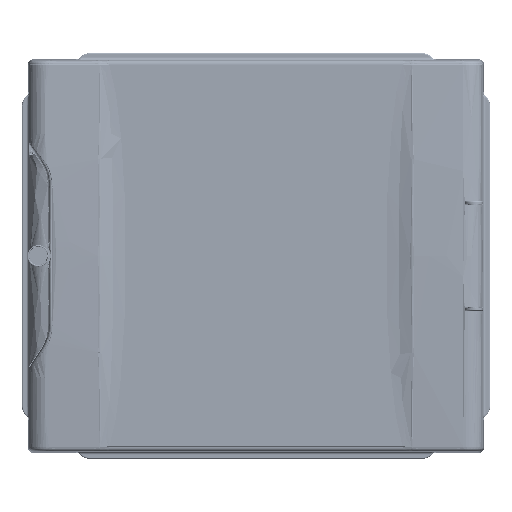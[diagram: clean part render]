
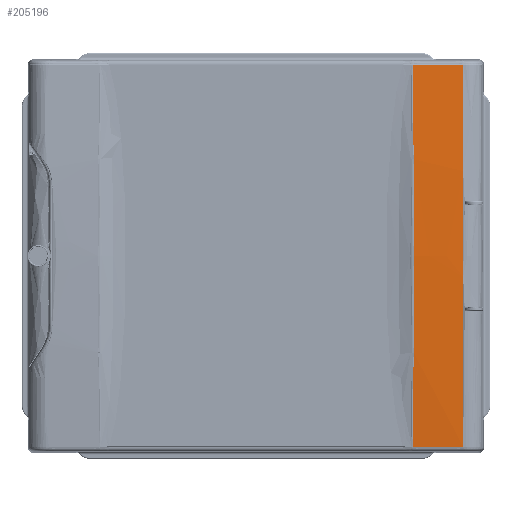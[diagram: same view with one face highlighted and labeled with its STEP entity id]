
A CAD part, top view. The second image highlights one B-rep face of the part: STEP entity #205196.
In plain terms, the highlighted free-form (B-spline) face has degree [3, 3] with [4, 7] control points.
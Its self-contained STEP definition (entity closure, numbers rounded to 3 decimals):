
#8865 = ORIENTED_EDGE ( 'NONE', *, *, #90256, .T. ) ;
#9864 = CARTESIAN_POINT ( 'NONE',  ( 149.883, -138.06, 126.967 ) ) ;
#12776 = CARTESIAN_POINT ( 'NONE',  ( 137.64, 0., 131.132 ) ) ;
#15018 = CARTESIAN_POINT ( 'NONE',  ( 114.166, 46.05, 130.822 ) ) ;
#27005 = CARTESIAN_POINT ( 'NONE',  ( 113.496, -132.314, 127.366 ) ) ;
#38282 = CARTESIAN_POINT ( 'NONE',  ( 137.713, -138.06, 126.989 ) ) ;
#39463 = CARTESIAN_POINT ( 'NONE',  ( 149.883, 46.04, 131.11 ) ) ;
#44271 = VERTEX_POINT ( 'NONE', #391360 ) ;
#45454 = CARTESIAN_POINT ( 'NONE',  ( 113.937, 92.069, 129.355 ) ) ;
#66684 = CARTESIAN_POINT ( 'NONE',  ( 125.544, -138.06, 127.009 ) ) ;
#73074 = EDGE_CURVE ( 'NONE', #129290, #334028, #277513, .T. ) ;
#75561 = CARTESIAN_POINT ( 'NONE',  ( 149.883, 0., 131.11 ) ) ;
#75836 = CARTESIAN_POINT ( 'NONE',  ( 113.496, 132.314, 127.366 ) ) ;
#77851 = CARTESIAN_POINT ( 'NONE',  ( 114.006, -80.565, 129.786 ) ) ;
#79851 = CARTESIAN_POINT ( 'NONE',  ( 113.734, -115.072, 128.298 ) ) ;
#89781 = CARTESIAN_POINT ( 'NONE',  ( 113.627, -123.694, 127.845 ) ) ;
#90256 = EDGE_CURVE ( 'NONE', #360012, #44271, #272938, .T. ) ;
#101946 = CARTESIAN_POINT ( 'NONE',  ( 113.155, 0., 131.169 ) ) ;
#129290 = VERTEX_POINT ( 'NONE', #267794 ) ;
#129537 = CARTESIAN_POINT ( 'NONE',  ( 137.713, 138.06, 126.989 ) ) ;
#135588 = EDGE_LOOP ( 'NONE', ( #8865, #349568, #340497, #383627 ) ) ;
#138297 = CARTESIAN_POINT ( 'NONE',  ( 149.883, -46.593, 131.11 ) ) ;
#140312 = CARTESIAN_POINT ( 'NONE',  ( 137.64, -46.593, 131.132 ) ) ;
#140587 = CARTESIAN_POINT ( 'NONE',  ( 113.79, -109.322, 128.579 ) ) ;
#155856 = CARTESIAN_POINT ( 'NONE',  ( 149.883, 138.06, 126.967 ) ) ;
#162951 = CARTESIAN_POINT ( 'NONE',  ( 149.883, 92.102, 129.727 ) ) ;
#166882 = EDGE_CURVE ( 'NONE', #44271, #129290, #173496, .T. ) ;
#168892 = CARTESIAN_POINT ( 'NONE',  ( 114.006, 80.566, 129.786 ) ) ;
#170895 = CARTESIAN_POINT ( 'NONE',  ( 113.937, -92.071, 129.355 ) ) ;
#173496 = B_SPLINE_CURVE_WITH_KNOTS ( 'NONE', 3,
 ( #252800, #66684, #38282, #9864 ),
 .UNSPECIFIED., .F., .F.,
 ( 4, 4 ),
 ( 0., 1. ),
 .UNSPECIFIED. ) ;
#174642 = CARTESIAN_POINT ( 'NONE',  ( 149.883, 46.593, 131.11 ) ) ;
#182852 = CARTESIAN_POINT ( 'NONE',  ( 113.444, -135.187, 127.199 ) ) ;
#190983 = FACE_OUTER_BOUND ( 'NONE', #135588, .T. ) ;
#193300 = CARTESIAN_POINT ( 'NONE',  ( 149.883, -92.102, 129.727 ) ) ;
#198956 = CARTESIAN_POINT ( 'NONE',  ( 149.883, 139.715, 126.867 ) ) ;
#199239 = CARTESIAN_POINT ( 'NONE',  ( 113.627, 123.693, 127.845 ) ) ;
#200961 = CARTESIAN_POINT ( 'NONE',  ( 125.397, -46.594, 131.152 ) ) ;
#204942 = CARTESIAN_POINT ( 'NONE',  ( 113.155, 93.21, 129.753 ) ) ;
#205196 = ADVANCED_FACE ( 'NONE', ( #190983 ), #287971, .T. ) ;
#206973 = CARTESIAN_POINT ( 'NONE',  ( 137.64, 93.208, 129.716 ) ) ;
#207250 = CARTESIAN_POINT ( 'NONE',  ( 113.588, -126.567, 127.689 ) ) ;
#218511 = CARTESIAN_POINT ( 'NONE',  ( 125.544, 138.06, 127.009 ) ) ;
#229300 = CARTESIAN_POINT ( 'NONE',  ( 125.397, 46.594, 131.152 ) ) ;
#230843 = B_SPLINE_CURVE_WITH_KNOTS ( 'NONE', 3,
 ( #155856, #129537, #218511, #250861 ),
 .UNSPECIFIED., .F., .F.,
 ( 4, 4 ),
 ( 0., 1. ),
 .UNSPECIFIED. ) ;
#231606 = CARTESIAN_POINT ( 'NONE',  ( 114.166, -46.044, 130.822 ) ) ;
#250861 = CARTESIAN_POINT ( 'NONE',  ( 113.374, 138.06, 127.026 ) ) ;
#252800 = CARTESIAN_POINT ( 'NONE',  ( 113.374, -138.06, 127.026 ) ) ;
#255704 = CARTESIAN_POINT ( 'NONE',  ( 113.155, -93.21, 129.753 ) ) ;
#259683 = CARTESIAN_POINT ( 'NONE',  ( 149.883, -93.207, 129.694 ) ) ;
#261952 = CARTESIAN_POINT ( 'NONE',  ( 114.21, 23.031, 131.168 ) ) ;
#263997 = CARTESIAN_POINT ( 'NONE',  ( 113.374, 138.06, 127.026 ) ) ;
#265705 = CARTESIAN_POINT ( 'NONE',  ( 125.397, 0., 131.152 ) ) ;
#267794 = CARTESIAN_POINT ( 'NONE',  ( 149.883, -138.06, 126.967 ) ) ;
#272938 = B_SPLINE_CURVE_WITH_KNOTS ( 'NONE', 3,
 ( #263997, #290382, #75836, #355140, #199239, #322720, #292379, #45454, #168892, #15018, #261952, #385485, #231606, #77851, #170895, #140587, #79851, #89781, #207250, #27005, #182852, #330734 ),
 .UNSPECIFIED., .F., .F.,
 ( 4, 2, 2, 2, 2, 2, 2, 2, 2, 2, 4 ),
 ( 0.001, 0.009, 0.018, 0.035, 0.07, 0.139, 0.208, 0.242, 0.26, 0.268, 0.277 ),
 .UNSPECIFIED. ) ;
#277513 = B_SPLINE_CURVE_WITH_KNOTS ( 'NONE', 3,
 ( #369572, #193300, #316756, #39463, #162951, #301884 ),
 .UNSPECIFIED., .F., .F.,
 ( 4, 2, 4 ),
 ( 0.018, 0.5, 0.982 ),
 .UNSPECIFIED. ) ;
#286086 = CARTESIAN_POINT ( 'NONE',  ( 113.155, -139.718, 126.926 ) ) ;
#287971 = B_SPLINE_SURFACE_WITH_KNOTS ( 'NONE', 3, 3, ( 
 ( #286086, #255704, #379243, #101946, #358843, #204942, #383201 ),
 ( #292100, #356850, #200961, #265705, #229300, #290111, #294102 ),
 ( #298112, #352826, #140312, #12776, #330454, #206973, #354860 ),
 ( #389234, #259683, #138297, #75561, #174642, #328454, #198956 ) ),
 .UNSPECIFIED., .F., .F., .F.,
 ( 4, 4 ),
 ( 4, 3, 4 ),
 ( 0.877, 1. ),
 ( 0.013, 0.5, 0.987 ),
 .UNSPECIFIED. ) ;
#290111 = CARTESIAN_POINT ( 'NONE',  ( 125.397, 93.209, 129.736 ) ) ;
#290382 = CARTESIAN_POINT ( 'NONE',  ( 113.444, 135.187, 127.199 ) ) ;
#291307 = CARTESIAN_POINT ( 'NONE',  ( 149.883, 138.06, 126.967 ) ) ;
#292100 = CARTESIAN_POINT ( 'NONE',  ( 125.397, -139.717, 126.909 ) ) ;
#292379 = CARTESIAN_POINT ( 'NONE',  ( 113.79, 109.321, 128.579 ) ) ;
#294102 = CARTESIAN_POINT ( 'NONE',  ( 125.397, 139.717, 126.909 ) ) ;
#298112 = CARTESIAN_POINT ( 'NONE',  ( 137.64, -139.716, 126.89 ) ) ;
#301884 = CARTESIAN_POINT ( 'NONE',  ( 149.883, 138.06, 126.967 ) ) ;
#316756 = CARTESIAN_POINT ( 'NONE',  ( 149.883, -46.04, 131.11 ) ) ;
#322720 = CARTESIAN_POINT ( 'NONE',  ( 113.734, 115.071, 128.298 ) ) ;
#326752 = EDGE_CURVE ( 'NONE', #334028, #360012, #230843, .T. ) ;
#328454 = CARTESIAN_POINT ( 'NONE',  ( 149.883, 93.207, 129.694 ) ) ;
#330454 = CARTESIAN_POINT ( 'NONE',  ( 137.64, 46.593, 131.132 ) ) ;
#330734 = CARTESIAN_POINT ( 'NONE',  ( 113.374, -138.06, 127.026 ) ) ;
#334028 = VERTEX_POINT ( 'NONE', #291307 ) ;
#340497 = ORIENTED_EDGE ( 'NONE', *, *, #73074, .T. ) ;
#349568 = ORIENTED_EDGE ( 'NONE', *, *, #166882, .T. ) ;
#352826 = CARTESIAN_POINT ( 'NONE',  ( 137.64, -93.208, 129.716 ) ) ;
#354860 = CARTESIAN_POINT ( 'NONE',  ( 137.64, 139.716, 126.89 ) ) ;
#355140 = CARTESIAN_POINT ( 'NONE',  ( 113.588, 126.567, 127.689 ) ) ;
#356504 = CARTESIAN_POINT ( 'NONE',  ( 113.374, 138.06, 127.026 ) ) ;
#356850 = CARTESIAN_POINT ( 'NONE',  ( 125.397, -93.209, 129.736 ) ) ;
#358843 = CARTESIAN_POINT ( 'NONE',  ( 113.155, 46.594, 131.169 ) ) ;
#360012 = VERTEX_POINT ( 'NONE', #356504 ) ;
#369572 = CARTESIAN_POINT ( 'NONE',  ( 149.883, -138.06, 126.967 ) ) ;
#379243 = CARTESIAN_POINT ( 'NONE',  ( 113.155, -46.594, 131.169 ) ) ;
#383201 = CARTESIAN_POINT ( 'NONE',  ( 113.155, 139.719, 126.926 ) ) ;
#383627 = ORIENTED_EDGE ( 'NONE', *, *, #326752, .T. ) ;
#385485 = CARTESIAN_POINT ( 'NONE',  ( 114.21, -23.024, 131.168 ) ) ;
#389234 = CARTESIAN_POINT ( 'NONE',  ( 149.883, -139.715, 126.867 ) ) ;
#391360 = CARTESIAN_POINT ( 'NONE',  ( 113.374, -138.06, 127.026 ) ) ;
